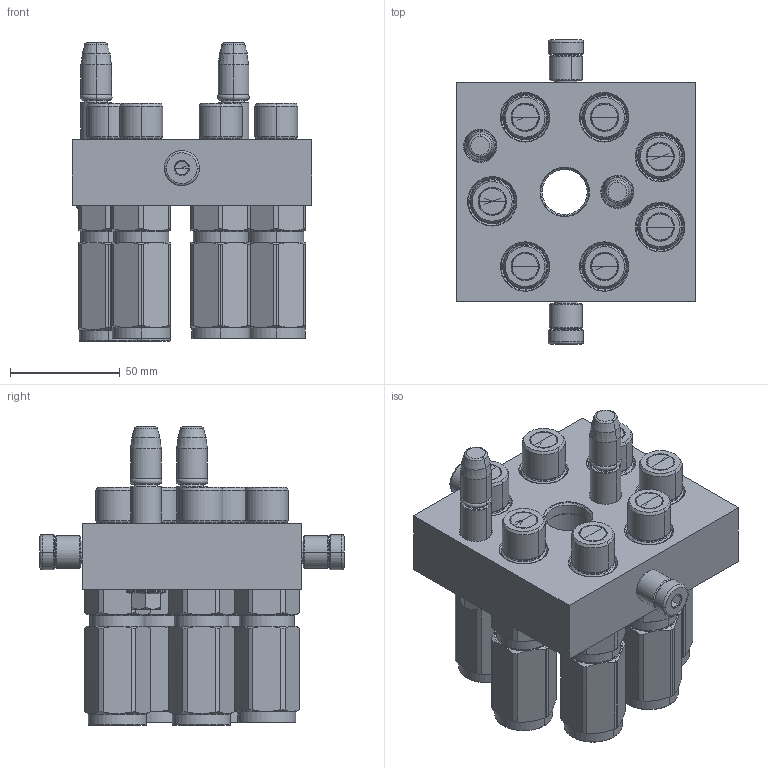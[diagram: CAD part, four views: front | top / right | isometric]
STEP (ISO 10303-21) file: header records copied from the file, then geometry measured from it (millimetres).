
FILE_DESCRIPTION (( 'STEP AP214' ), '1' );
FILE_NAME ('FASTER.step', '2022-02-08T10:20:01', ( '' ), ( '' ), 'SwSTEP 2.0', 'SolidWorks 2017', '' );
FILE_SCHEMA (( 'AUTOMOTIVE_DESIGN' ));
Length unit declared in the file: millimetre
Products named in the file (13): et002; 4830_028_1000_011; 4830_021_0000_000; 3ffnp38-12g_m; 3ffnp38_gas_m; 4830_013_3000_030; FASTER; P5068_M_BASE; 4850_010_0000_000; 1540_080_0008_000; or2_62x9_19_m
Assembly tree (22 placements, depth 3):
  FASTER
    P5068_M_BASE
      4850_010_0000_000
      4830_021_0000_000  x2
      1540_080_0008_000  x2
      4830_013_3000_030  x2
      4830_028_1000_011  x2
      or2_62x9_19_m  x2
    3ffnp38-12g_m  x2
      3ffnp38-12g_m
    3ffnp38_gas_m  x5
      3ffnp38_gas_m
    et002
Bounding box: 109.3 x 138.6 x 135.8 mm (x, y, z)
Volume: 2873.9 mm3; surface area: 165124.3 mm2
Topology: 5 solids, 84 shells, 2486 faces, 7381 edges, 4941 vertices
Faces by surface type: plane 1335, cone 461, cylinder 458, torus 128, bspline 104
Entity records: 58784 total; most frequent: CARTESIAN_POINT 15420, ORIENTED_EDGE 8550, DIRECTION 7935, EDGE_CURVE 4494, VECTOR 3275, LINE 3275, VERTEX_POINT 2974, AXIS2_PLACEMENT_3D 2330
